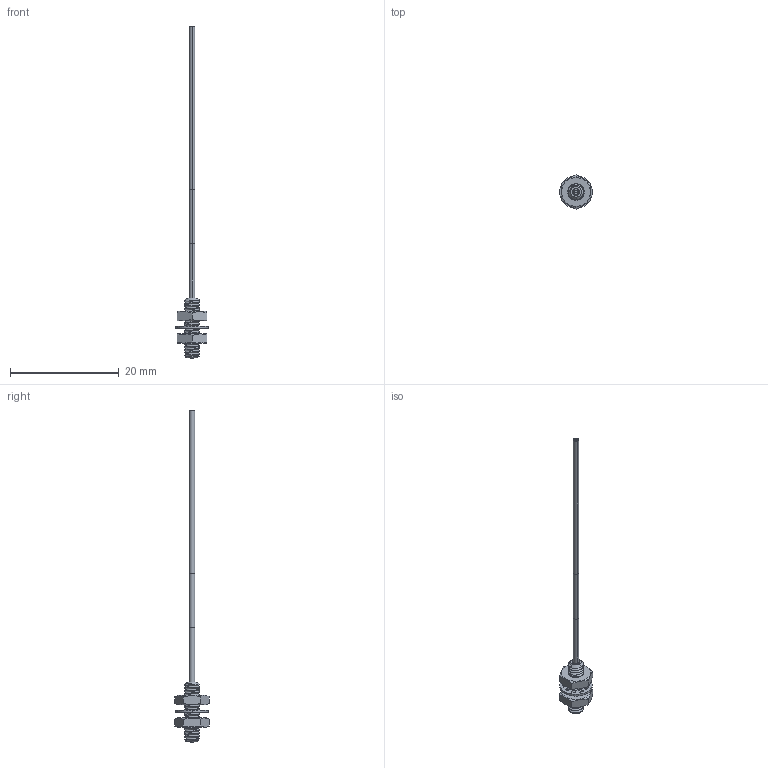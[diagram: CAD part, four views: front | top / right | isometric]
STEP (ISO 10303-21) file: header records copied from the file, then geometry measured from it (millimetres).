
FILE_DESCRIPTION((''),'2;1');
FILE_NAME('161892_ASM','2016-01-05T',('pdmadmin'),(''),'PRO/ENGINEER BY PARAMETRIC TECHNOLOGY CORPORATION, 2013230','PRO/ENGINEER BY PARAMETRIC TECHNOLOGY CORPORATION, 2013230','');
FILE_SCHEMA(('CONFIG_CONTROL_DESIGN'));
Length unit declared in the file: inch
Products named in the file (6): 13460; 10141; FIBER_CORE_020_X_; 08393_M3_ITLW_NI_PLATE; 08396_M3X0; 161892_ASM
Assembly tree (6 placements, depth 2):
  161892_ASM
    13460
    10141
    FIBER_CORE_020_X_
    08393_M3_ITLW_NI_PLATE
    08396_M3X0  x2
Bounding box: 5.99 x 6.35 x 61 mm (x, y, z)
Volume: 162.6 mm3; surface area: 699.3 mm2
Topology: 6 solids, 7 shells, 219 faces, 557 edges, 350 vertices
Faces by surface type: cylinder 102, cone 56, plane 45, bspline 16
Entity records: 11562 total; most frequent: CARTESIAN_POINT 6942, ORIENTED_EDGE 974, DIRECTION 898, EDGE_CURVE 489, AXIS2_PLACEMENT_3D 343, VERTEX_POINT 312, VECTOR 212, LINE 212
